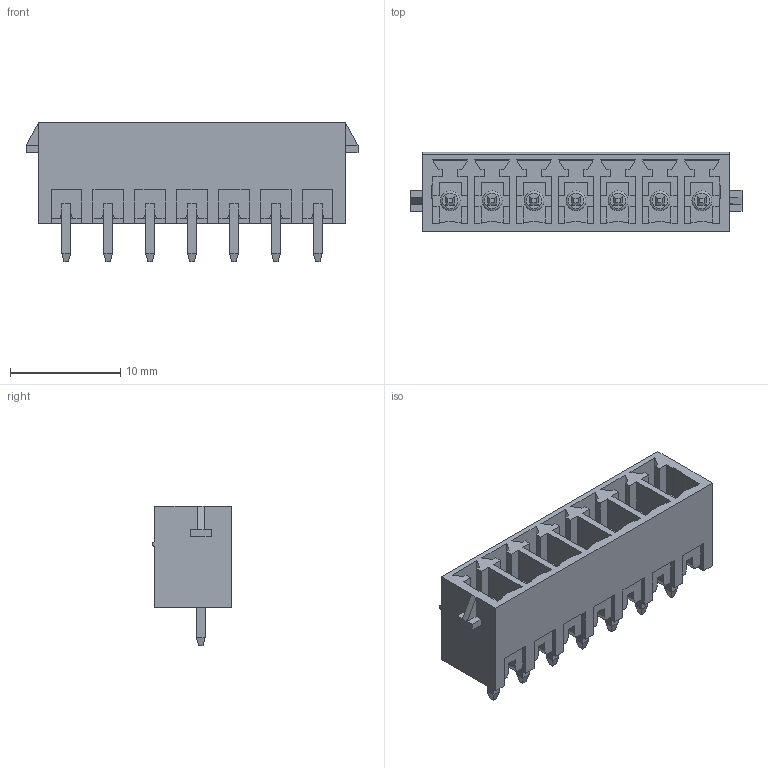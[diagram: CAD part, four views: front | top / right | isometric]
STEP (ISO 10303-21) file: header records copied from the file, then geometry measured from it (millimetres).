
FILE_DESCRIPTION( ( 'Unknown' ), '1' );
FILE_NAME( '691305330007.stp', 'Unknown', ( 'Unknown' ), ( 'Unknown' ), 'PSStep 18.0.17', 'Unknown', ' ' );
FILE_SCHEMA( ( 'AUTOMOTIVE_DESIGN { 1 0 10303 214 1 1 1 1 }' ) );
Length unit declared in the file: millimetre
Products named in the file (3): Assem1; 6913053300xx_PIN; 691305330007
Assembly tree (8 placements, depth 2):
  Assem1
    6913053300xx_PIN  x7
    691305330007
Bounding box: 30.16 x 7.2 x 12.7 mm (x, y, z)
Volume: 903.6 mm3; surface area: 2671.1 mm2
Topology: 8 solids, 8 shells, 431 faces, 1160 edges, 752 vertices
Faces by surface type: plane 409, cylinder 15, torus 7
Full cylindrical faces by diameter (mm): 1.8 x7
Entity records: 13882 total; most frequent: CARTESIAN_POINT 1976, ORIENTED_EDGE 1942, DIRECTION 1734, EDGE_CURVE 971, LINE 920, VECTOR 920, VERTEX_POINT 649, AXIS2_PLACEMENT_3D 407
